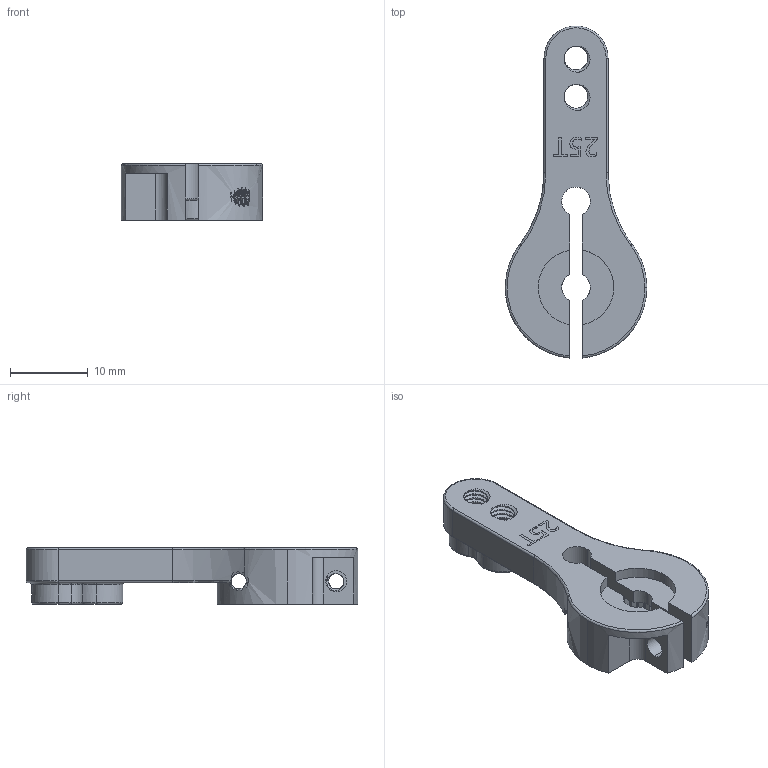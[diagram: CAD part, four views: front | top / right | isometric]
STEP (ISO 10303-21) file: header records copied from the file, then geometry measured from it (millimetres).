
FILE_DESCRIPTION(('FreeCAD Model'),'2;1');
FILE_NAME('Open CASCADE Shape Model','2025-05-04T08:05:27',('FreeCAD'),( 'FreeCAD'),'Open CASCADE STEP processor 7.6','FreeCAD','Unknown');
FILE_SCHEMA(('AUTOMOTIVE_DESIGN { 1 0 10303 214 1 1 1 1 }'));
Products named in the file (1): Open CASCADE STEP translator 7.6 1
Bounding box: 18.15 x 42.58 x 7.23 mm (x, y, z)
Volume: 2073.5 mm3; surface area: 2245.1 mm2
Topology: 1 solids, 1 shells, 299 faces, 904 edges, 608 vertices
Faces by surface type: bspline 299
Entity records: 35865 total; most frequent: CARTESIAN_POINT 30977, ORIENTED_EDGE 1808, EDGE_CURVE 904, VERTEX_POINT 608, B_SPLINE_CURVE_WITH_KNOTS 533, FACE_BOUND 314, EDGE_LOOP 314, ADVANCED_FACE 299
